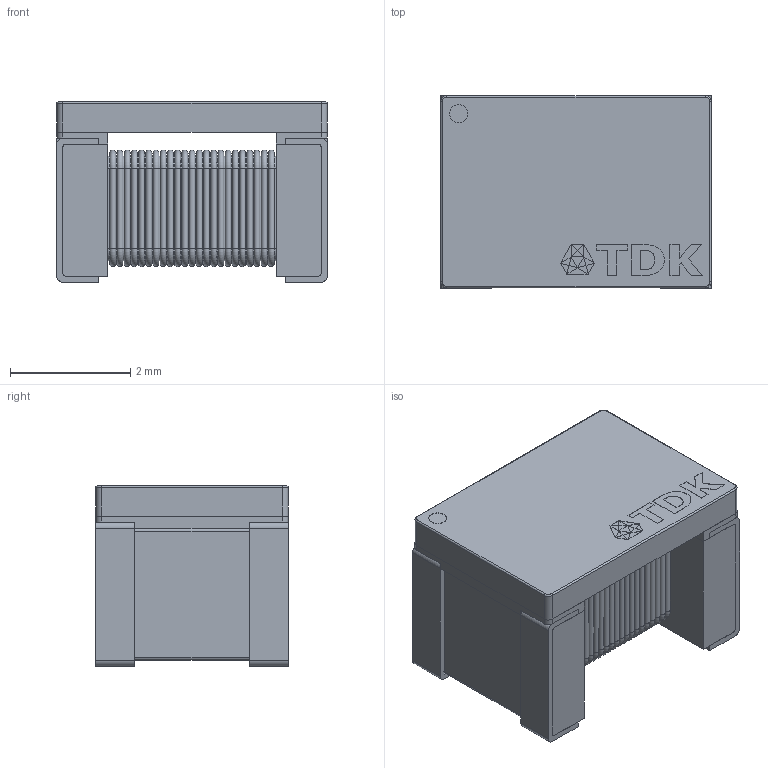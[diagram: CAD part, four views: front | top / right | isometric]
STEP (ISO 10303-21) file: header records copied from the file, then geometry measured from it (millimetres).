
FILE_DESCRIPTION(/* description */ (''),/* implementation_level */ '2;1');
FILE_NAME(/* name */ 'ACT45B-101-2P-TL003.stp',/* time_stamp */ '2020-01-17T10:43:09-04:00',/* author */ ('Ricardo'),/* organization */ (''),/* preprocessor_version */ 'ST-DEVELOPER v18',/* originating_system */ 'Autodesk Inventor 2020',/* authorisation */ '');
FILE_SCHEMA (('AUTOMOTIVE_DESIGN { 1 0 10303 214 3 1 1 }'));
Length unit declared in the file: millimetre
Products named in the file (6): TDK ACT45C-510-2P-TL000; terminals; plastic; plastic 2; coil; part number
Assembly tree (5 placements, depth 2):
  TDK ACT45C-510-2P-TL000
    terminals
    plastic
    plastic 2
    coil
    part number
Bounding box: 4.5 x 3.2 x 3 mm (x, y, z)
Volume: 28.3 mm3; surface area: 177.1 mm2
Topology: 44 solids, 44 shells, 397 faces, 1053 edges, 700 vertices
Faces by surface type: plane 165, cylinder 128, torus 96, bspline 8
Full cylindrical faces by diameter (mm): 0.1 x92, 0.3 x1
Entity records: 12946 total; most frequent: DIRECTION 2375, CARTESIAN_POINT 2265, ORIENTED_EDGE 2106, EDGE_CURVE 1053, AXIS2_PLACEMENT_3D 938, VERTEX_POINT 700, CIRCLE 538, LINE 499
